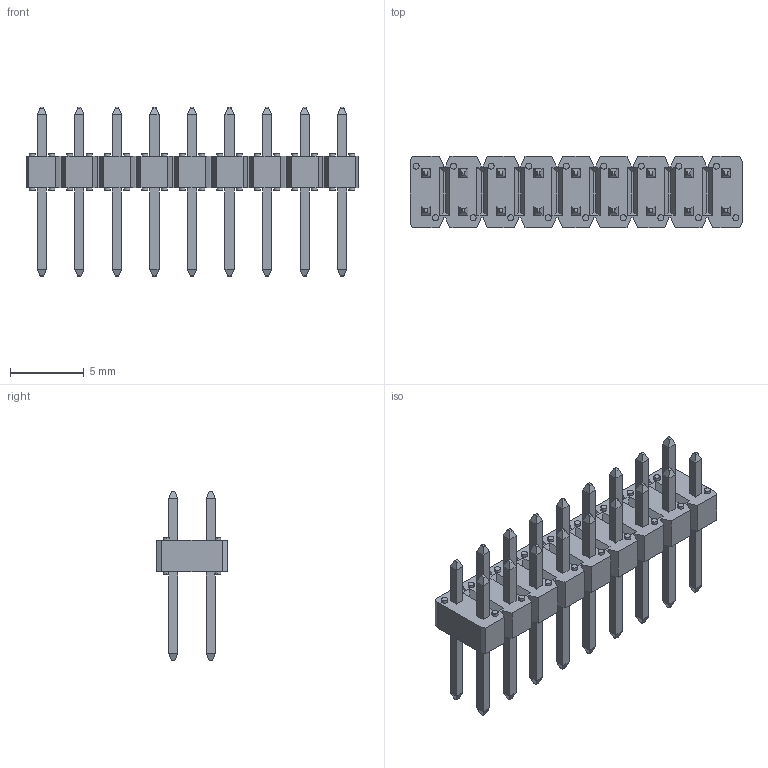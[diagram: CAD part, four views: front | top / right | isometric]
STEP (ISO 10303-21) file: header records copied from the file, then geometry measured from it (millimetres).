
FILE_DESCRIPTION((''),'2;1');
FILE_NAME('77313_Y18_18_ASM','2006-11-30T',('lmulin'),('FCI - CDC Division'),'PRO/ENGINEER BY PARAMETRIC TECHNOLOGY CORPORATION, 2004490','PRO/ENGINEER BY PARAMETRIC TECHNOLOGY CORPORATION, 2004490','');
FILE_SCHEMA(('CONFIG_CONTROL_DESIGN'));
Length unit declared in the file: millimetre
Products named in the file (3): 98470-018; 77310_Y16; 77313_Y18_18_ASM
Assembly tree (19 placements, depth 2):
  77313_Y18_18_ASM
    98470-018
    77310_Y16  x18
Bounding box: 22.46 x 4.83 x 11.5 mm (x, y, z)
Volume: 273 mm3; surface area: 967.9 mm2
Topology: 19 solids, 19 shells, 586 faces, 1344 edges, 848 vertices
Faces by surface type: plane 478, cylinder 108
Entity records: 10611 total; most frequent: CARTESIAN_POINT 1860, DIRECTION 1748, ORIENTED_EDGE 1736, EDGE_CURVE 868, VECTOR 720, LINE 720, VERTEX_POINT 576, AXIS2_PLACEMENT_3D 514
